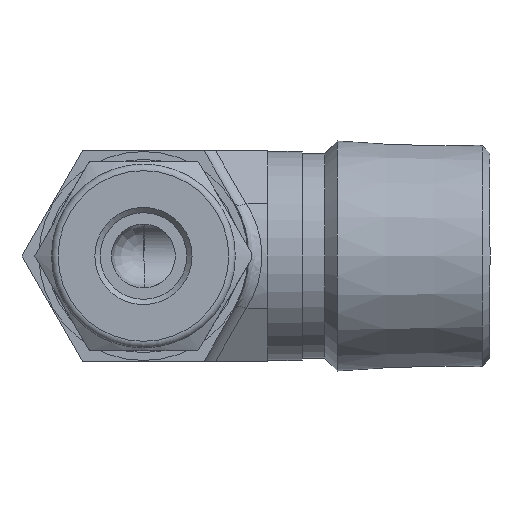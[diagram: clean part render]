
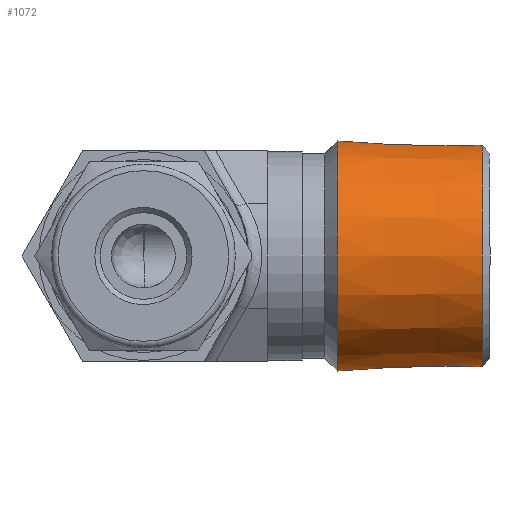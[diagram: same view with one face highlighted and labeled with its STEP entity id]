
A CAD part, left-side view. The second image highlights one B-rep face of the part: STEP entity #1072.
In plain terms, the highlighted conical face has half-angle 1.78 degrees and reference radius 8.527 mm.
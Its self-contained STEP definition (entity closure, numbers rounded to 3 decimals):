
#68=CONICAL_SURFACE('',#1218,8.527,0.031);
#136=LINE('',#2040,#207);
#207=VECTOR('',#1539,8.527);
#311=FACE_OUTER_BOUND('',#387,.T.);
#387=EDGE_LOOP('',(#979,#980,#981,#982));
#452=CIRCLE('',#1216,8.356);
#454=CIRCLE('',#1219,8.697);
#546=VERTEX_POINT('',#2032);
#548=VERTEX_POINT('',#2038);
#691=EDGE_CURVE('',#546,#546,#452,.T.);
#694=EDGE_CURVE('',#548,#548,#454,.T.);
#695=EDGE_CURVE('',#548,#546,#136,.T.);
#979=ORIENTED_EDGE('',*,*,#694,.F.);
#980=ORIENTED_EDGE('',*,*,#695,.T.);
#981=ORIENTED_EDGE('',*,*,#691,.T.);
#982=ORIENTED_EDGE('',*,*,#695,.F.);
#1072=ADVANCED_FACE('',(#311),#68,.T.);
#1216=AXIS2_PLACEMENT_3D('',#2033,#1530,#1531);
#1218=AXIS2_PLACEMENT_3D('',#2037,#1535,#1536);
#1219=AXIS2_PLACEMENT_3D('',#2039,#1537,#1538);
#1530=DIRECTION('center_axis',(0.,1.,0.));
#1531=DIRECTION('ref_axis',(1.,0.,0.));
#1535=DIRECTION('center_axis',(0.,1.,0.));
#1536=DIRECTION('ref_axis',(-1.,0.,0.));
#1537=DIRECTION('center_axis',(0.,1.,0.));
#1538=DIRECTION('ref_axis',(1.,0.,0.));
#1539=DIRECTION('',(-0.031,-1.,0.));
#2032=CARTESIAN_POINT('',(8.388,-25.586,0.));
#2033=CARTESIAN_POINT('Origin',(0.032,-25.586,0.));
#2037=CARTESIAN_POINT('Origin',(0.032,-20.102,0.));
#2038=CARTESIAN_POINT('',(8.729,-14.617,0.));
#2039=CARTESIAN_POINT('Origin',(0.032,-14.617,0.));
#2040=CARTESIAN_POINT('',(8.558,-20.102,0.));
